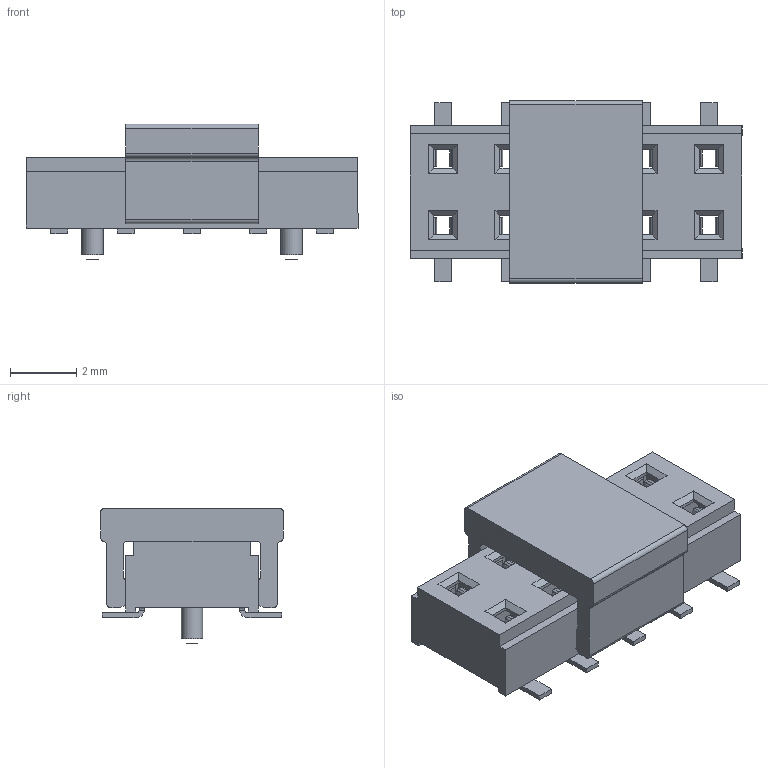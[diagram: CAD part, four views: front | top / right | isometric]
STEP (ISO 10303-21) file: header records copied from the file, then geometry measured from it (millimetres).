
FILE_DESCRIPTION(/* description */ (''),/* implementation_level */ '2;1');
FILE_NAME(/* name */ '7459-010-xx-10-PPxx.stp',/* time_stamp */ '2025-11-24T15:24:50+01:00',/* author */ ('Andreas.Larin'),/* organization */ (''),/* preprocessor_version */ 'ST-DEVELOPER v20',/* originating_system */ 'Autodesk Inventor 2025',/* authorisation */ '');
FILE_SCHEMA (('AUTOMOTIVE_DESIGN { 1 0 10303 214 3 1 1 }'));
Length unit declared in the file: millimetre
Products named in the file (3): 7459-010-xx-10-PPxx; 7459-Body3-CAP; 7459-010-xx-10-xxxx
Assembly tree (2 placements, depth 2):
  7459-010-xx-10-PPxx
    7459-Body3-CAP
    7459-010-xx-10-xxxx
Bounding box: 10 x 5.5 x 4.09 mm (x, y, z)
Volume: 92.2 mm3; surface area: 402.9 mm2
Topology: 2 solids, 2 shells, 1168 faces, 3228 edges, 2048 vertices
Faces by surface type: plane 628, cylinder 438, bspline 100, cone 2
Full cylindrical faces by diameter (mm): 0.64 x2
Entity records: 40759 total; most frequent: CARTESIAN_POINT 9949, ORIENTED_EDGE 6456, DIRECTION 5812, EDGE_CURVE 3228, LINE 2230, VECTOR 2230, VERTEX_POINT 2048, AXIS2_PLACEMENT_3D 1791
